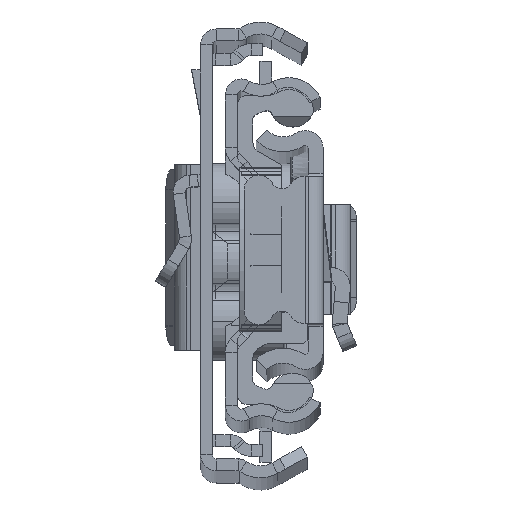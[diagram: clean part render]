
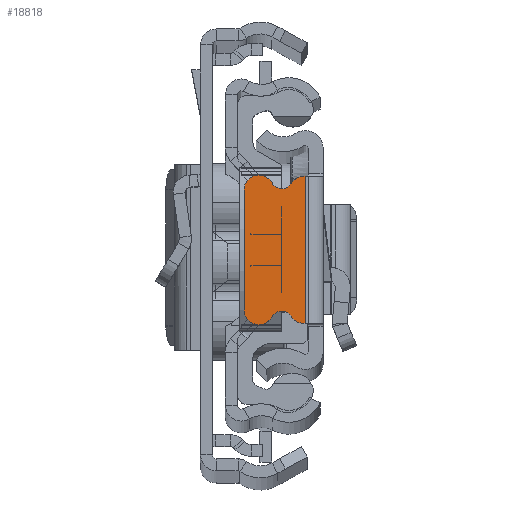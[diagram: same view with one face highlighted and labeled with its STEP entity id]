
A CAD part, top view. The second image highlights one B-rep face of the part: STEP entity #18818.
In plain terms, the highlighted planar face has unit normal (0, 0, 1).
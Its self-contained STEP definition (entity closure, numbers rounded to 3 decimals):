
#374 = CARTESIAN_POINT ( 'NONE',  ( -1.929, -7.37, 0. ) ) ;
#540 = CARTESIAN_POINT ( 'NONE',  ( -4.142, -7.236, 0. ) ) ;
#581 = EDGE_CURVE ( 'NONE', #19423, #13610, #5933, .T. ) ;
#772 = CIRCLE ( 'NONE', #17007, 1.5 ) ;
#1457 = ORIENTED_EDGE ( 'NONE', *, *, #11739, .T. ) ;
#1559 = DIRECTION ( 'NONE',  ( 0., -1., 0. ) ) ;
#2203 = CARTESIAN_POINT ( 'NONE',  ( -1.929, -7.37, 0. ) ) ;
#2382 = LINE ( 'NONE', #10698, #18191 ) ;
#2388 = AXIS2_PLACEMENT_3D ( 'NONE', #540, #10613, #16739 ) ;
#2710 = EDGE_CURVE ( 'NONE', #13610, #16385, #3756, .T. ) ;
#3138 = CARTESIAN_POINT ( 'NONE',  ( -5.109, 6.713, 0. ) ) ;
#3756 = CIRCLE ( 'NONE', #18678, 1.5 ) ;
#4456 = DIRECTION ( 'NONE',  ( 0., 0., 1. ) ) ;
#4818 = DIRECTION ( 'NONE',  ( 0., 0., 1. ) ) ;
#4893 = AXIS2_PLACEMENT_3D ( 'NONE', #23427, #5123, #13272 ) ;
#4921 = EDGE_CURVE ( 'NONE', #16659, #19423, #772, .T. ) ;
#5123 = DIRECTION ( 'NONE',  ( 0., 0., 1. ) ) ;
#5163 = ORIENTED_EDGE ( 'NONE', *, *, #4921, .T. ) ;
#5933 = CIRCLE ( 'NONE', #22981, 1.1 ) ;
#6100 = EDGE_CURVE ( 'NONE', #10360, #21973, #14390, .T. ) ;
#6409 = VERTEX_POINT ( 'NONE', #10709 ) ;
#7043 = ORIENTED_EDGE ( 'NONE', *, *, #15047, .T. ) ;
#7361 = DIRECTION ( 'NONE',  ( 0., -1., 0. ) ) ;
#7679 = EDGE_CURVE ( 'NONE', #6409, #10360, #13749, .T. ) ;
#7797 = FACE_OUTER_BOUND ( 'NONE', #8932, .T. ) ;
#8932 = EDGE_LOOP ( 'NONE', ( #10838, #17797, #5163, #9656, #11435, #1457, #19664, #18511, #7043, #10265 ) ) ;
#9066 = CARTESIAN_POINT ( 'NONE',  ( -5.109, -6.713, 0. ) ) ;
#9433 = VECTOR ( 'NONE', #1559, 1000. ) ;
#9656 = ORIENTED_EDGE ( 'NONE', *, *, #581, .T. ) ;
#9723 = CARTESIAN_POINT ( 'NONE',  ( -4.142, 7.236, 0. ) ) ;
#10265 = ORIENTED_EDGE ( 'NONE', *, *, #6100, .F. ) ;
#10360 = VERTEX_POINT ( 'NONE', #20245 ) ;
#10415 = EDGE_CURVE ( 'NONE', #25827, #12254, #11985, .T. ) ;
#10613 = DIRECTION ( 'NONE',  ( 0., 0., -1. ) ) ;
#10636 = CARTESIAN_POINT ( 'NONE',  ( -6.429, -6., 0. ) ) ;
#10698 = CARTESIAN_POINT ( 'NONE',  ( -1.929, 7.37, 0. ) ) ;
#10709 = CARTESIAN_POINT ( 'NONE',  ( -1.75, 7.37, 0. ) ) ;
#10838 = ORIENTED_EDGE ( 'NONE', *, *, #7679, .F. ) ;
#10982 = DIRECTION ( 'NONE',  ( -1., 0., 0. ) ) ;
#11194 = EDGE_CURVE ( 'NONE', #12254, #21684, #22065, .T. ) ;
#11433 = DIRECTION ( 'NONE',  ( 1., 0., 0. ) ) ;
#11435 = ORIENTED_EDGE ( 'NONE', *, *, #2710, .T. ) ;
#11739 = EDGE_CURVE ( 'NONE', #16385, #25827, #17629, .T. ) ;
#11985 = CIRCLE ( 'NONE', #19223, 1.5 ) ;
#12254 = VERTEX_POINT ( 'NONE', #9066 ) ;
#12449 = CARTESIAN_POINT ( 'NONE',  ( -6.429, 6., 0. ) ) ;
#13107 = VECTOR ( 'NONE', #7361, 1000. ) ;
#13272 = DIRECTION ( 'NONE',  ( 1., 0., 0. ) ) ;
#13311 = CARTESIAN_POINT ( 'NONE',  ( -1.929, -5.87, 0. ) ) ;
#13610 = VERTEX_POINT ( 'NONE', #3138 ) ;
#13749 = LINE ( 'NONE', #23900, #9433 ) ;
#13807 = CARTESIAN_POINT ( 'NONE',  ( -1.929, 7.37, 0. ) ) ;
#14390 = LINE ( 'NONE', #2203, #22158 ) ;
#14612 = CARTESIAN_POINT ( 'NONE',  ( -3.206, -6.658, 0. ) ) ;
#15047 = EDGE_CURVE ( 'NONE', #21684, #21973, #25157, .T. ) ;
#16107 = CARTESIAN_POINT ( 'NONE',  ( -3.206, 6.658, 0. ) ) ;
#16385 = VERTEX_POINT ( 'NONE', #24261 ) ;
#16612 = CARTESIAN_POINT ( 'NONE',  ( -1.929, 5.87, 0. ) ) ;
#16659 = VERTEX_POINT ( 'NONE', #13807 ) ;
#16690 = DIRECTION ( 'NONE',  ( 1., 0., 0. ) ) ;
#16739 = DIRECTION ( 'NONE',  ( -1., 0., 0. ) ) ;
#16860 = DIRECTION ( 'NONE',  ( 0., 0., 1. ) ) ;
#17007 = AXIS2_PLACEMENT_3D ( 'NONE', #16612, #16860, #22496 ) ;
#17032 = DIRECTION ( 'NONE',  ( 1., 0., 0. ) ) ;
#17407 = PLANE ( 'NONE',  #4893 ) ;
#17477 = AXIS2_PLACEMENT_3D ( 'NONE', #13311, #25059, #11433 ) ;
#17629 = LINE ( 'NONE', #21386, #13107 ) ;
#17797 = ORIENTED_EDGE ( 'NONE', *, *, #20570, .F. ) ;
#18191 = VECTOR ( 'NONE', #16690, 1000. ) ;
#18511 = ORIENTED_EDGE ( 'NONE', *, *, #11194, .T. ) ;
#18678 = AXIS2_PLACEMENT_3D ( 'NONE', #12449, #4818, #10982 ) ;
#18818 = ADVANCED_FACE ( 'NONE', ( #7797 ), #17407, .T. ) ;
#19223 = AXIS2_PLACEMENT_3D ( 'NONE', #10636, #4456, #17032 ) ;
#19423 = VERTEX_POINT ( 'NONE', #16107 ) ;
#19664 = ORIENTED_EDGE ( 'NONE', *, *, #10415, .T. ) ;
#20245 = CARTESIAN_POINT ( 'NONE',  ( -1.75, -7.37, 0. ) ) ;
#20570 = EDGE_CURVE ( 'NONE', #16659, #6409, #2382, .T. ) ;
#20657 = CARTESIAN_POINT ( 'NONE',  ( -7.929, -6., 0. ) ) ;
#21350 = DIRECTION ( 'NONE',  ( 1., 0., 0. ) ) ;
#21386 = CARTESIAN_POINT ( 'NONE',  ( -7.929, -6., 0. ) ) ;
#21684 = VERTEX_POINT ( 'NONE', #14612 ) ;
#21973 = VERTEX_POINT ( 'NONE', #374 ) ;
#22065 = CIRCLE ( 'NONE', #2388, 1.1 ) ;
#22147 = DIRECTION ( 'NONE',  ( -1., 0., 0. ) ) ;
#22158 = VECTOR ( 'NONE', #22147, 1000. ) ;
#22496 = DIRECTION ( 'NONE',  ( -1., 0., 0. ) ) ;
#22981 = AXIS2_PLACEMENT_3D ( 'NONE', #9723, #25884, #21350 ) ;
#23427 = CARTESIAN_POINT ( 'NONE',  ( 694.071, 0., 0. ) ) ;
#23900 = CARTESIAN_POINT ( 'NONE',  ( -1.75, 0., 0. ) ) ;
#24261 = CARTESIAN_POINT ( 'NONE',  ( -7.929, 6., 0. ) ) ;
#25059 = DIRECTION ( 'NONE',  ( 0., 0., 1. ) ) ;
#25157 = CIRCLE ( 'NONE', #17477, 1.5 ) ;
#25827 = VERTEX_POINT ( 'NONE', #20657 ) ;
#25884 = DIRECTION ( 'NONE',  ( 0., 0., -1. ) ) ;
